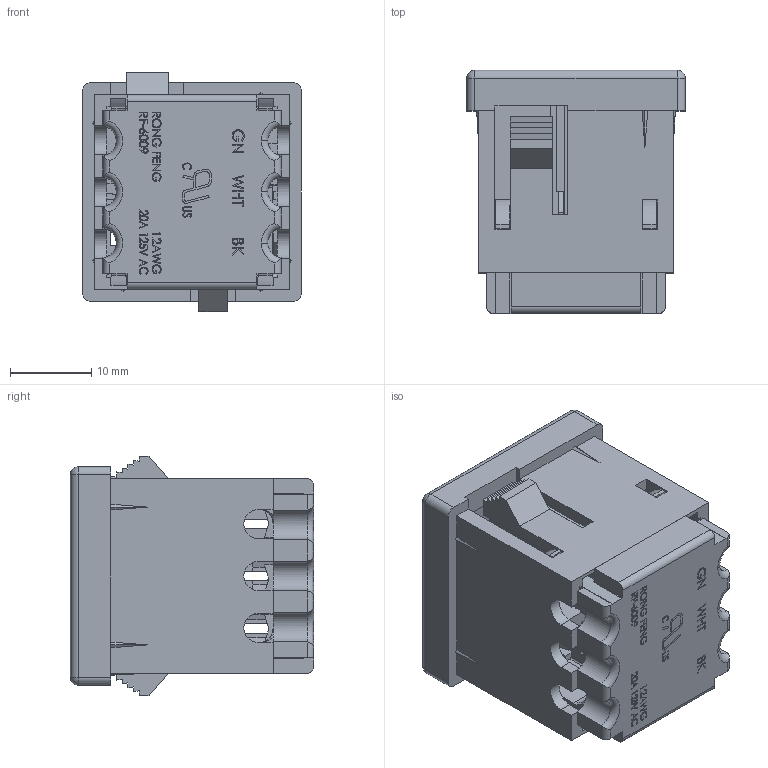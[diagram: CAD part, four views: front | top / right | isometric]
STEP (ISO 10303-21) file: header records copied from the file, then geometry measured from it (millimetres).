
FILE_DESCRIPTION (( 'STEP AP214' ), '1' );
FILE_NAME ('RF-6009.STEP', '2016-11-29T02:12:36', ( '' ), ( '' ), 'SwSTEP 2.0', 'SolidWorks 2016', '' );
FILE_SCHEMA (( 'AUTOMOTIVE_DESIGN' ));
Length unit declared in the file: millimetre
Products named in the file (6): RF6009A; RF-6009; RF6009C; RF6009-001; RF6009-002; RF6009-003
Assembly tree (5 placements, depth 2):
  RF-6009
    RF6009A
    RF6009-003
    RF6009-002
    RF6009-001
    RF6009C
Bounding box: 27 x 30 x 29.5 mm (x, y, z)
Volume: 9394.8 mm3; surface area: 12662.6 mm2
Topology: 5 solids, 5 shells, 1247 faces, 3420 edges, 2229 vertices
Faces by surface type: plane 883, bspline 208, cylinder 126, torus 25, sphere 4, cone 1
Entity records: 52549 total; most frequent: CARTESIAN_POINT 22015, ORIENTED_EDGE 6832, DIRECTION 5311, EDGE_CURVE 3416, LINE 2643, VECTOR 2643, VERTEX_POINT 2229, AXIS2_PLACEMENT_3D 1334
